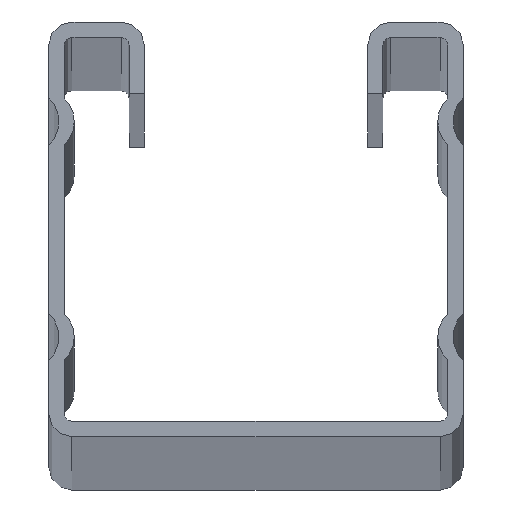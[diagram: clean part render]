
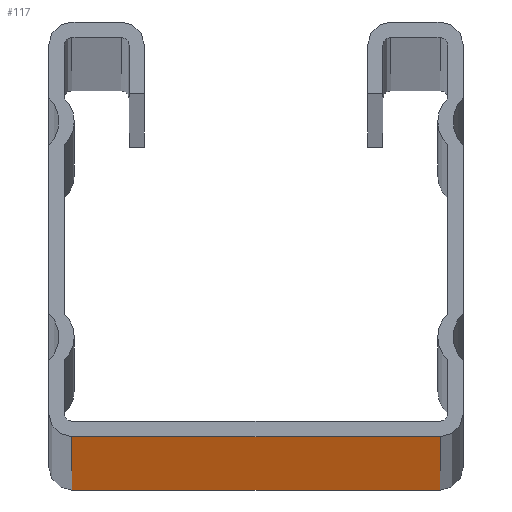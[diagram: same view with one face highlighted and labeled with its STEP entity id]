
A CAD part, top view. The second image highlights one B-rep face of the part: STEP entity #117.
In plain terms, the highlighted planar face has unit normal (0, -1, 0).
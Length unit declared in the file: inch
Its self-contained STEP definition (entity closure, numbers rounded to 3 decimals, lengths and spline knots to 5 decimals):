
#117=ADVANCED_FACE('',(#262),#263,.T.);
#262=FACE_OUTER_BOUND('',#432,.T.);
#263=PLANE('',#433);
#432=EDGE_LOOP('',(#739,#740,#741,#742));
#433=AXIS2_PLACEMENT_3D('',#743,#744,#745);
#739=ORIENTED_EDGE('',*,*,#1187,.T.);
#740=ORIENTED_EDGE('',*,*,#1188,.F.);
#741=ORIENTED_EDGE('',*,*,#1108,.F.);
#742=ORIENTED_EDGE('',*,*,#1189,.T.);
#743=CARTESIAN_POINT('',(0.8125,0.0,0.0));
#744=DIRECTION('',(0.0,-1.0,0.0));
#745=DIRECTION('',(1.0,0.0,-0.0));
#1108=EDGE_CURVE('',#1351,#1353,#1354,.T.);
#1187=EDGE_CURVE('',#1480,#1481,#1482,.T.);
#1188=EDGE_CURVE('',#1353,#1481,#1483,.T.);
#1189=EDGE_CURVE('',#1351,#1480,#1484,.T.);
#1351=VERTEX_POINT('',#1689);
#1353=VERTEX_POINT('',#1691);
#1354=LINE('',#1692,#1693);
#1480=VERTEX_POINT('',#1855);
#1481=VERTEX_POINT('',#1856);
#1482=LINE('',#1857,#1858);
#1483=LINE('',#1859,#1860);
#1484=LINE('',#1861,#1862);
#1689=CARTESIAN_POINT('',(1.53375,0.,0.0));
#1691=CARTESIAN_POINT('',(0.09125,0.0,0.0));
#1692=CARTESIAN_POINT('',(1.53375,0.0,0.0));
#1693=VECTOR('',#2067,1.0);
#1855=CARTESIAN_POINT('',(1.53375,0.,120.0));
#1856=CARTESIAN_POINT('',(0.09125,0.0,120.0));
#1857=CARTESIAN_POINT('',(1.53375,0.0,120.0));
#1858=VECTOR('',#2188,1.0);
#1859=CARTESIAN_POINT('',(0.09125,0.0,0.0));
#1860=VECTOR('',#2189,1.0);
#1861=CARTESIAN_POINT('',(1.53375,0.,0.0));
#1862=VECTOR('',#2190,1.0);
#2067=DIRECTION('',(-1.0,0.0,0.0));
#2188=DIRECTION('',(-1.0,0.0,0.0));
#2189=DIRECTION('',(0.0,0.0,1.0));
#2190=DIRECTION('',(0.0,0.0,1.0));
